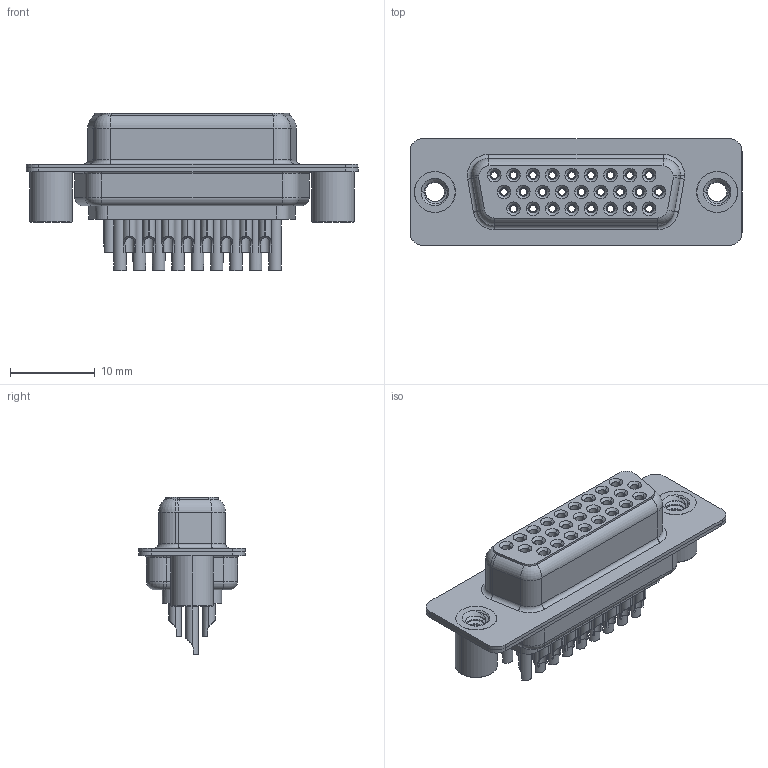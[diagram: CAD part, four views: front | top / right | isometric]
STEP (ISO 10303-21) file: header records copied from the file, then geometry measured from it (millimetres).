
FILE_DESCRIPTION (( 'STEP AP203' ), '1' );
FILE_NAME ('638-026-332-049.STEP', '2020-07-18T20:55:32', ( '' ), ( '' ), 'SwSTEP 2.0', 'SolidWorks 2020', '' );
FILE_SCHEMA (( 'CONFIG_CONTROL_DESIGN' ));
Length unit declared in the file: millimetre
Products named in the file (8): 638 Shell Front_26 Contacts; 638 Contact Row 3_32; 638 Housing_26 Contacts; 638 Contact Row 2_32; 638-026-332-049; 638 Shell Rear_26 Contacts; 638 4-40 Threaded Standoff BS; 638 Contact Row 1_32
Assembly tree (31 placements, depth 2):
  638-026-332-049
    638 Housing_26 Contacts
    638 Shell Front_26 Contacts
    638 Shell Rear_26 Contacts
    638 Contact Row 1_32  x9
    638 Contact Row 2_32  x9
    638 Contact Row 3_32  x8
    638 4-40 Threaded Standoff BS  x2
Bounding box: 39.19 x 12.6 x 18.6 mm (x, y, z)
Volume: 2356.8 mm3; surface area: 8957.1 mm2
Topology: 31 solids, 31 shells, 2615 faces, 6625 edges, 4161 vertices
Faces by surface type: cylinder 807, plane 613, bspline 526, torus 525, cone 144
Entity records: 29479 total; most frequent: CARTESIAN_POINT 8830, DIRECTION 4164, ORIENTED_EDGE 3916, EDGE_CURVE 1958, AXIS2_PLACEMENT_3D 1740, VERTEX_POINT 1236, EDGE_LOOP 976, CIRCLE 946
